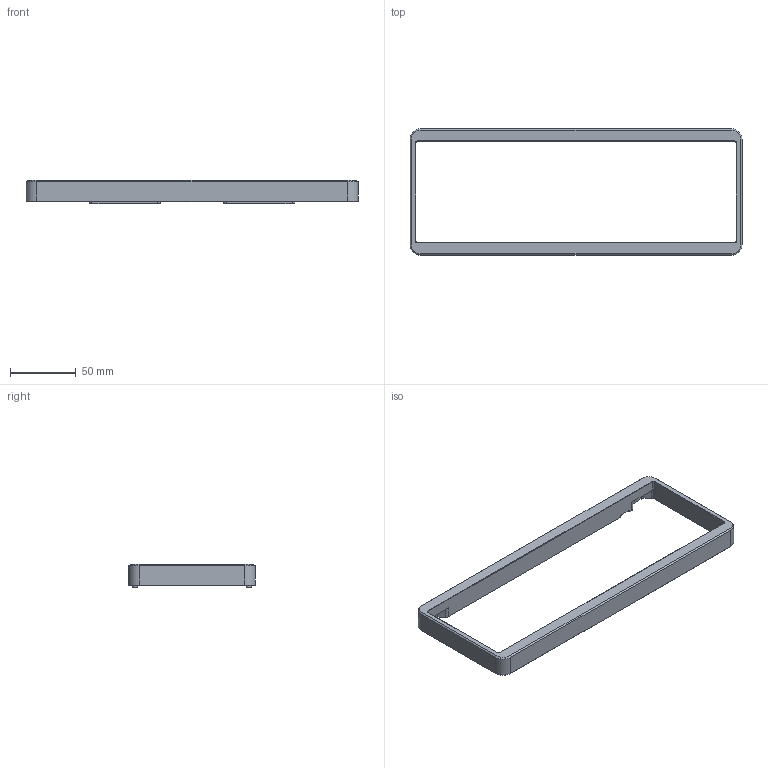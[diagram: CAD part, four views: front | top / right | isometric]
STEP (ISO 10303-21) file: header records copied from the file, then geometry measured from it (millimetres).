
FILE_DESCRIPTION(/* description */ ('STEP AP242','CAx-IF Rec.Pracs.---Representation and Presentation of Product Manufacturing Information (PMI)---4.0---2014-10-13','CAx-IF Rec.Pracs.---3D Tessellated Geometry---0.4---2014-09-14','2;1'),/* implementation_level */ '2;1');
FILE_NAME(/* name */ '61dd3e9d8dd79950be73cd43',/* time_stamp */ '2022-01-11T08:23:58+00:00',/* author */ (''),/* organization */ (''),/* preprocessor_version */ 'ST-DEVELOPER v18.101',/* originating_system */ ' ',/* authorisation */ ' ');
FILE_SCHEMA (('AP242_MANAGED_MODEL_BASED_3D_ENGINEERING_MIM_LF { 1 0 10303 442 1 1 4 }'));
Length unit declared in the file: metre
Products named in the file (1): case v23
Bounding box: 252.89 x 96.2 x 18 mm (x, y, z)
Volume: 85398.4 mm3; surface area: 33302.5 mm2
Topology: 1 solids, 1 shells, 122 faces, 297 edges, 190 vertices
Faces by surface type: plane 65, cylinder 45, cone 12
Full cylindrical faces by diameter (mm): 3.2 x10
Entity records: 3553 total; most frequent: DIRECTION 641, CARTESIAN_POINT 600, ORIENTED_EDGE 574, EDGE_CURVE 287, AXIS2_PLACEMENT_3D 231, VERTEX_POINT 190, LINE 179, VECTOR 179
